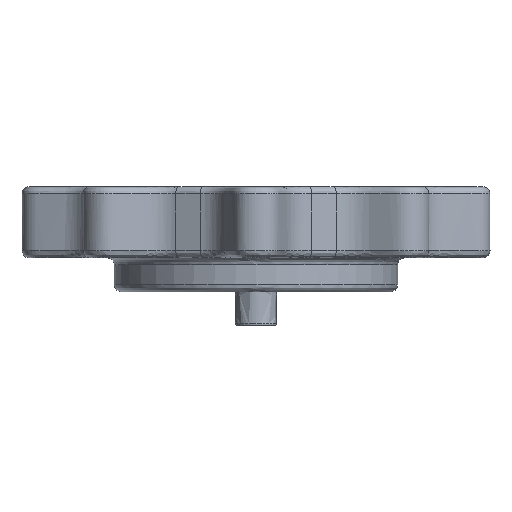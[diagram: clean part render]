
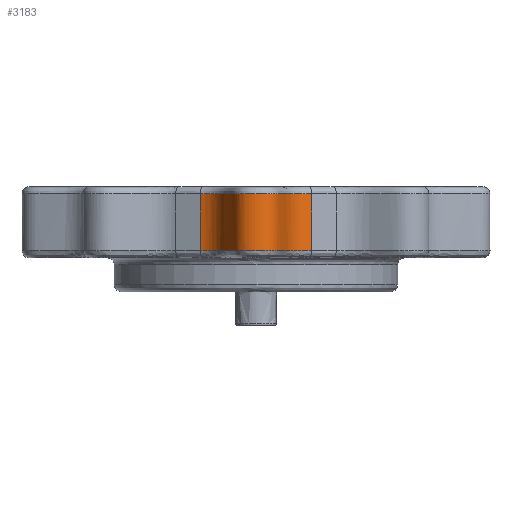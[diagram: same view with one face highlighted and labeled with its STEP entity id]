
A CAD part, left-side view. The second image highlights one B-rep face of the part: STEP entity #3183.
In plain terms, the highlighted free-form (B-spline) face has degree [4, 1] with [7, 2] control points.
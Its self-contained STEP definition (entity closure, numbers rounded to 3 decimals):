
#2435 = VERTEX_POINT('',#2436);
#2436 = CARTESIAN_POINT('',(-20.467,6.722,6.894
    ));
#2465 = EDGE_CURVE('',#2466,#2435,#2468,.T.);
#2466 = VERTEX_POINT('',#2467);
#2467 = CARTESIAN_POINT('',(-20.467,-6.722,
    6.894));
#2468 = B_SPLINE_CURVE_WITH_KNOTS('',3,(#2469,#2470,#2471,#2472,#2473,
    #2474,#2475,#2476,#2477,#2478,#2479,#2480,#2481,#2482,#2483,#2484,
    #2485,#2486,#2487,#2488,#2489,#2490,#2491),.UNSPECIFIED.,.F.,.F.,(4,
    1,1,1,1,1,1,1,1,1,1,1,1,1,1,1,1,1,1,1,4),(-2.504,
    -2.325,-2.146,-1.789,-1.61,
    -1.52,-1.476,-1.453,-1.431,
    -1.371,-1.312,-1.192,-1.133,
    -1.073,-1.014,-0.954,-0.835,
    -0.715,-0.358,-0.179,0.),.UNSPECIFIED.);
#2469 = CARTESIAN_POINT('',(-20.467,-6.722,
    6.894));
#2470 = CARTESIAN_POINT('',(-20.603,-6.307,
    6.894));
#2471 = CARTESIAN_POINT('',(-20.982,-5.536,
    6.894));
#2472 = CARTESIAN_POINT('',(-22.181,-4.295,
    6.894));
#2473 = CARTESIAN_POINT('',(-23.911,-3.554,
    6.894));
#2474 = CARTESIAN_POINT('',(-25.622,-3.048,
    6.894));
#2475 = CARTESIAN_POINT('',(-26.551,-2.695,
    6.894));
#2476 = CARTESIAN_POINT('',(-27.051,-2.428,
    6.894));
#2477 = CARTESIAN_POINT('',(-27.345,-2.22,
    6.894));
#2478 = CARTESIAN_POINT('',(-27.69,-1.923,
    6.894));
#2479 = CARTESIAN_POINT('',(-28.076,-1.379,
    6.894));
#2480 = CARTESIAN_POINT('',(-28.357,-0.434,
    6.894));
#2481 = CARTESIAN_POINT('',(-28.35,0.443,
    6.894));
#2482 = CARTESIAN_POINT('',(-28.074,1.386,
    6.894));
#2483 = CARTESIAN_POINT('',(-27.574,2.075,
    6.894));
#2484 = CARTESIAN_POINT('',(-26.962,2.49,
    6.894));
#2485 = CARTESIAN_POINT('',(-26.225,2.833,
    6.894));
#2486 = CARTESIAN_POINT('',(-25.371,3.118,
    6.894));
#2487 = CARTESIAN_POINT('',(-23.771,3.619,
    6.894));
#2488 = CARTESIAN_POINT('',(-22.18,4.292,6.894
    ));
#2489 = CARTESIAN_POINT('',(-20.983,5.536,
    6.894));
#2490 = CARTESIAN_POINT('',(-20.603,6.307,6.894
    ));
#2491 = CARTESIAN_POINT('',(-20.467,6.722,6.894
    ));
#3183 = ADVANCED_FACE('',(#3184),#3236,.T.);
#3184 = FACE_BOUND('',#3185,.T.);
#3185 = EDGE_LOOP('',(#3186,#3187,#3194,#3231));
#3186 = ORIENTED_EDGE('',*,*,#2465,.F.);
#3187 = ORIENTED_EDGE('',*,*,#3188,.T.);
#3188 = EDGE_CURVE('',#2466,#3189,#3191,.T.);
#3189 = VERTEX_POINT('',#3190);
#3190 = CARTESIAN_POINT('',(-20.467,-6.722,
    13.787));
#3191 = B_SPLINE_CURVE_WITH_KNOTS('',1,(#3192,#3193),.UNSPECIFIED.,.F.,
  .F.,(2,2),(1.,9.),.PIECEWISE_BEZIER_KNOTS.);
#3192 = CARTESIAN_POINT('',(-20.467,-6.722,
    6.894));
#3193 = CARTESIAN_POINT('',(-20.467,-6.722,
    13.787));
#3194 = ORIENTED_EDGE('',*,*,#3195,.F.);
#3195 = EDGE_CURVE('',#3196,#3189,#3198,.T.);
#3196 = VERTEX_POINT('',#3197);
#3197 = CARTESIAN_POINT('',(-20.467,6.722,
    13.787));
#3198 = B_SPLINE_CURVE_WITH_KNOTS('',3,(#3199,#3200,#3201,#3202,#3203,
    #3204,#3205,#3206,#3207,#3208,#3209,#3210,#3211,#3212,#3213,#3214,
    #3215,#3216,#3217,#3218,#3219,#3220,#3221,#3222,#3223,#3224,#3225,
    #3226,#3227,#3228,#3229,#3230),.UNSPECIFIED.,.F.,.F.,(4,1,1,1,1,1,1,
    1,1,1,1,1,1,1,1,1,1,1,1,1,1,1,1,1,1,1,1,1,1,4),(0.,
    0.179,0.358,0.537,0.715,
    0.775,0.835,0.924,0.954,
    1.014,1.073,1.088,1.103,
    1.133,1.163,1.192,1.252,
    1.312,1.371,1.401,1.431,
    1.453,1.476,1.52,1.61,
    1.789,1.968,2.146,2.325,
    2.504),.UNSPECIFIED.);
#3199 = CARTESIAN_POINT('',(-20.467,6.722,
    13.787));
#3200 = CARTESIAN_POINT('',(-20.603,6.307,
    13.787));
#3201 = CARTESIAN_POINT('',(-20.983,5.534,
    13.787));
#3202 = CARTESIAN_POINT('',(-21.881,4.607,
    13.787));
#3203 = CARTESIAN_POINT('',(-23.049,3.92,
    13.787));
#3204 = CARTESIAN_POINT('',(-24.098,3.526,
    13.787));
#3205 = CARTESIAN_POINT('',(-24.894,3.268,
    13.787));
#3206 = CARTESIAN_POINT('',(-25.462,3.086,
    13.787));
#3207 = CARTESIAN_POINT('',(-25.968,2.918,
    13.787));
#3208 = CARTESIAN_POINT('',(-26.503,2.704,
    13.787));
#3209 = CARTESIAN_POINT('',(-26.966,2.489,
    13.787));
#3210 = CARTESIAN_POINT('',(-27.417,2.179,
    13.787));
#3211 = CARTESIAN_POINT('',(-27.695,1.885,
    13.787));
#3212 = CARTESIAN_POINT('',(-27.863,1.673,
    13.787));
#3213 = CARTESIAN_POINT('',(-28.036,1.385,
    13.787));
#3214 = CARTESIAN_POINT('',(-28.177,1.032,
    13.787));
#3215 = CARTESIAN_POINT('',(-28.297,0.568,
    13.787));
#3216 = CARTESIAN_POINT('',(-28.348,0.003,
    13.787));
#3217 = CARTESIAN_POINT('',(-28.288,-0.671,
    13.787));
#3218 = CARTESIAN_POINT('',(-28.108,-1.261,
    13.787));
#3219 = CARTESIAN_POINT('',(-27.834,-1.724,
    13.787));
#3220 = CARTESIAN_POINT('',(-27.59,-2.007,
    13.787));
#3221 = CARTESIAN_POINT('',(-27.345,-2.22,
    13.787));
#3222 = CARTESIAN_POINT('',(-27.05,-2.427,
    13.787));
#3223 = CARTESIAN_POINT('',(-26.551,-2.695,
    13.787));
#3224 = CARTESIAN_POINT('',(-25.622,-3.047,
    13.787));
#3225 = CARTESIAN_POINT('',(-24.397,-3.414,
    13.787));
#3226 = CARTESIAN_POINT('',(-23.049,-3.92,
    13.787));
#3227 = CARTESIAN_POINT('',(-21.879,-4.607,
    13.787));
#3228 = CARTESIAN_POINT('',(-20.983,-5.535,
    13.787));
#3229 = CARTESIAN_POINT('',(-20.603,-6.307,
    13.787));
#3230 = CARTESIAN_POINT('',(-20.467,-6.722,
    13.787));
#3231 = ORIENTED_EDGE('',*,*,#3232,.F.);
#3232 = EDGE_CURVE('',#2435,#3196,#3233,.T.);
#3233 = B_SPLINE_CURVE_WITH_KNOTS('',1,(#3234,#3235),.UNSPECIFIED.,.F.,
  .F.,(2,2),(1.,9.),.PIECEWISE_BEZIER_KNOTS.);
#3234 = CARTESIAN_POINT('',(-20.467,6.722,6.894
    ));
#3235 = CARTESIAN_POINT('',(-20.467,6.722,
    13.787));
#3236 = B_SPLINE_SURFACE_WITH_KNOTS('',4,1,(
    (#3237,#3238)
    ,(#3239,#3240)
    ,(#3241,#3242)
    ,(#3243,#3244)
    ,(#3245,#3246)
    ,(#3247,#3248)
    ,(#3249,#3250
    )),.UNSPECIFIED.,.F.,.F.,.F.,(5,1,1,5),(2,2),(1.,2.,3.,4.),(0.,1.),
  .UNSPECIFIED.);
#3237 = CARTESIAN_POINT('',(-20.467,6.722,6.032
    ));
#3238 = CARTESIAN_POINT('',(-20.467,6.722,
    14.649));
#3239 = CARTESIAN_POINT('',(-21.542,3.447,6.032
    ));
#3240 = CARTESIAN_POINT('',(-21.542,3.447,
    14.649));
#3241 = CARTESIAN_POINT('',(-28.436,3.447,6.032
    ));
#3242 = CARTESIAN_POINT('',(-28.436,3.447,
    14.649));
#3243 = CARTESIAN_POINT('',(-28.436,0.,
    6.032));
#3244 = CARTESIAN_POINT('',(-28.436,0.,
    14.649));
#3245 = CARTESIAN_POINT('',(-28.436,-3.447,
    6.032));
#3246 = CARTESIAN_POINT('',(-28.436,-3.447,
    14.649));
#3247 = CARTESIAN_POINT('',(-21.542,-3.447,
    6.032));
#3248 = CARTESIAN_POINT('',(-21.542,-3.447,
    14.649));
#3249 = CARTESIAN_POINT('',(-20.467,-6.722,
    6.032));
#3250 = CARTESIAN_POINT('',(-20.467,-6.722,
    14.649));
